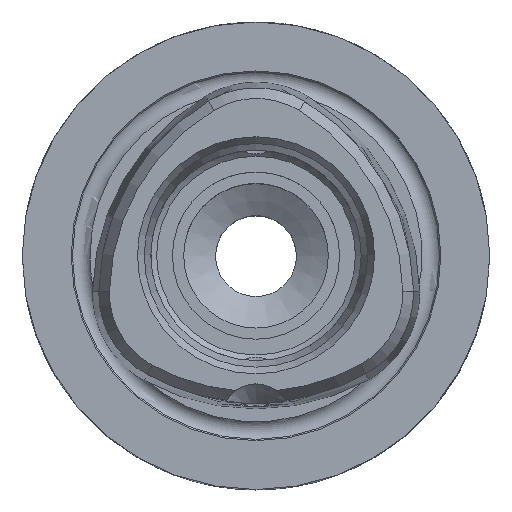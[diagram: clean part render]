
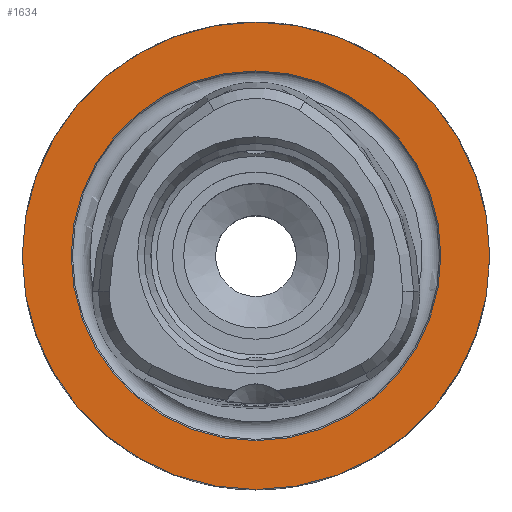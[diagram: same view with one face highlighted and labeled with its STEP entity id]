
A CAD part, top view. The second image highlights one B-rep face of the part: STEP entity #1634.
In plain terms, the highlighted planar face has unit normal (0, 0, 1).
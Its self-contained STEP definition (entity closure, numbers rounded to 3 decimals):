
#120=FACE_BOUND('',#347,.T.);
#147=PLANE('',#1876);
#239=FACE_OUTER_BOUND('',#346,.T.);
#346=EDGE_LOOP('',(#1511));
#347=EDGE_LOOP('',(#1512));
#570=CIRCLE('',#1786,20.);
#606=CIRCLE('',#1872,15.814);
#714=VERTEX_POINT('',#3031);
#774=VERTEX_POINT('',#3383);
#924=EDGE_CURVE('',#714,#714,#570,.T.);
#1020=EDGE_CURVE('',#774,#774,#606,.T.);
#1511=ORIENTED_EDGE('',*,*,#924,.T.);
#1512=ORIENTED_EDGE('',*,*,#1020,.T.);
#1634=ADVANCED_FACE('',(#239,#120),#147,.T.);
#1786=AXIS2_PLACEMENT_3D('',#3033,#2171,#2172);
#1872=AXIS2_PLACEMENT_3D('',#3385,#2381,#2382);
#1876=AXIS2_PLACEMENT_3D('',#3389,#2389,#2390);
#2171=DIRECTION('center_axis',(0.,0.,1.));
#2172=DIRECTION('ref_axis',(1.,0.,0.));
#2381=DIRECTION('center_axis',(0.,0.,-1.));
#2382=DIRECTION('ref_axis',(0.,1.,0.));
#2389=DIRECTION('center_axis',(0.,0.,1.));
#2390=DIRECTION('ref_axis',(1.,0.,0.));
#3031=CARTESIAN_POINT('',(-20.,0.,-2.5));
#3033=CARTESIAN_POINT('Origin',(0.,0.,-2.5));
#3383=CARTESIAN_POINT('',(0.,-15.814,-2.5));
#3385=CARTESIAN_POINT('Origin',(0.,0.,-2.5));
#3389=CARTESIAN_POINT('Origin',(0.,0.,-2.5));
